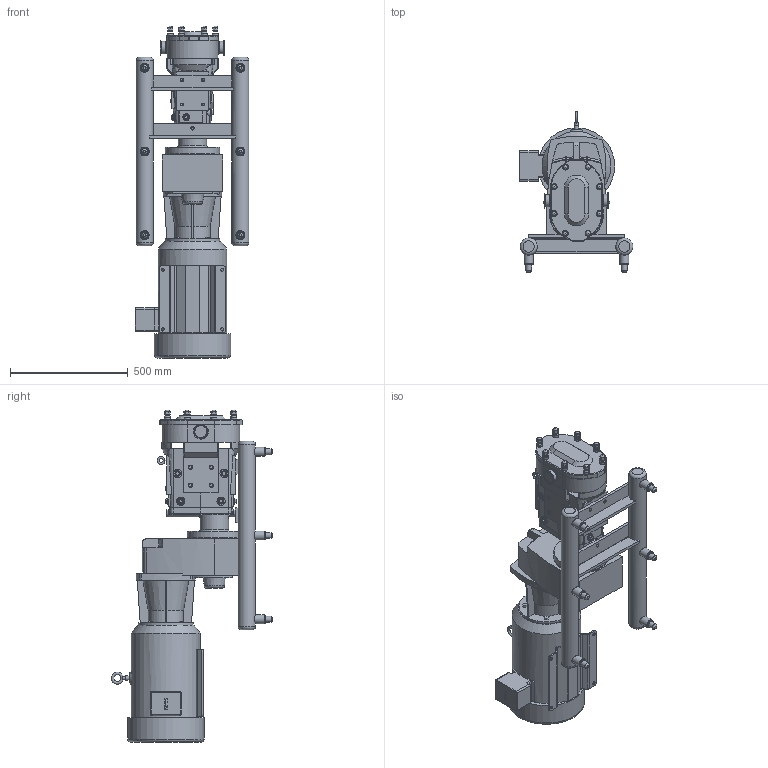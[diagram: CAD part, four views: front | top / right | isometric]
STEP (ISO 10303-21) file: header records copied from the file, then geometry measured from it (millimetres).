
FILE_DESCRIPTION(/* description */ (''),/* implementation_level */ '2;1');
FILE_NAME(/* name */ 'U3_045U3_256TC_2.5x2.5_S-Line_20HP_LH_SM.stp',/* time_stamp */ '2021-05-24T19:11:48+06:00',/* author */ ('trtmhr'),/* organization */ (''),/* preprocessor_version */ 'ST-DEVELOPER v18.1',/* originating_system */ 'Autodesk Inventor 2020',/* authorisation */ '');
FILE_SCHEMA (('AUTOMOTIVE_DESIGN { 1 0 10303 214 3 1 1 }'));
Length unit declared in the file: inch
Products named in the file (1): U3_045U3_256TC_2.5x2.5_S-Line_20HP_LH_SM
Bounding box: 483.68 x 685.29 x 1410.28 mm (x, y, z)
Volume: 87796314.4 mm3; surface area: 2602869 mm2
Topology: 2 solids, 2 shells, 1046 faces, 2887 edges, 1915 vertices
Faces by surface type: plane 513, cylinder 303, torus 80, cone 76, bspline 62, sphere 12
Full cylindrical faces by diameter (mm): 7.62 x2, 7.798 x1, 10.719 x4, 13.462 x4, 14.3 x3, 14.478 x1, 15.24 x1, 19.05 x8, 19.304 x1, 23.876 x3, 25.4 x19, 29.21 x2, 31.75 x3, 35.052 x6, 38.1 x6, 50.8 x2, 53.188 x4, 54.204 x2, 64.008 x2, 120.65 x1, 229.997 x1, 230.124 x1, 232.994 x1, 292.329 x1, 324.612 x1
Entity records: 35660 total; most frequent: CARTESIAN_POINT 8525, ORIENTED_EDGE 5736, DIRECTION 5706, EDGE_CURVE 2868, AXIS2_PLACEMENT_3D 2165, VERTEX_POINT 1915, LINE 1376, VECTOR 1376
